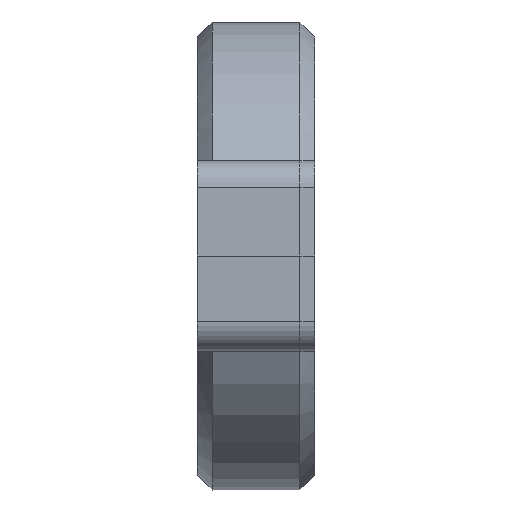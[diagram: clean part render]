
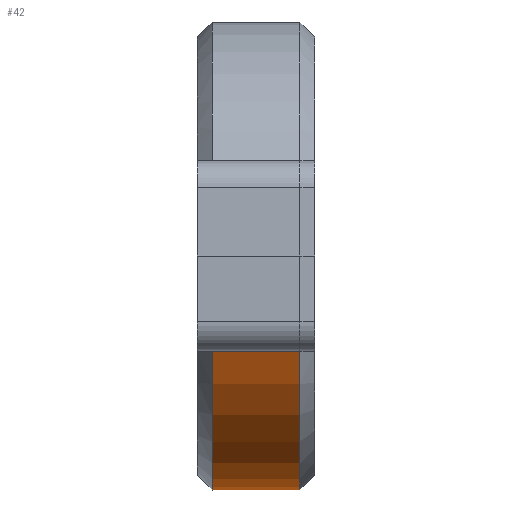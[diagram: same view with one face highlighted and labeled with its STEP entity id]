
A CAD part, left-side view. The second image highlights one B-rep face of the part: STEP entity #42.
In plain terms, the highlighted cylindrical face has radius 16 mm (diameter 32 mm), a partial arc.
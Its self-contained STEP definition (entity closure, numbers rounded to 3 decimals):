
#42=ADVANCED_FACE('',(#87),#698,.T.);
#87=FACE_OUTER_BOUND('',#132,.T.);
#132=EDGE_LOOP('',(#249,#250,#251,#252));
#249=ORIENTED_EDGE('',*,*,#497,.T.);
#250=ORIENTED_EDGE('',*,*,#487,.T.);
#251=ORIENTED_EDGE('',*,*,#422,.F.);
#252=ORIENTED_EDGE('',*,*,#486,.F.);
#422=EDGE_CURVE('',#627,#628,#560,.T.);
#486=EDGE_CURVE('',#677,#627,#606,.T.);
#487=EDGE_CURVE('',#678,#628,#607,.T.);
#497=EDGE_CURVE('',#677,#678,#609,.T.);
#560=(
BOUNDED_CURVE()
B_SPLINE_CURVE(2,(#1238,#1239,#1240,#1241,#1242),.UNSPECIFIED.,.F.,.F.)
B_SPLINE_CURVE_WITH_KNOTS((3,2,3),(0.,17.287,
34.573),.UNSPECIFIED.)
CURVE()
GEOMETRIC_REPRESENTATION_ITEM()
RATIONAL_B_SPLINE_CURVE((1.,0.839,1.,0.839,1.))
REPRESENTATION_ITEM('')
);
#606=(
BOUNDED_CURVE()
B_SPLINE_CURVE(1,(#1446,#1447),.UNSPECIFIED.,.F.,.F.)
B_SPLINE_CURVE_WITH_KNOTS((2,2),(1.,7.),.UNSPECIFIED.)
CURVE()
GEOMETRIC_REPRESENTATION_ITEM()
RATIONAL_B_SPLINE_CURVE((1.,1.))
REPRESENTATION_ITEM('')
);
#607=(
BOUNDED_CURVE()
B_SPLINE_CURVE(1,(#1448,#1449),.UNSPECIFIED.,.F.,.F.)
B_SPLINE_CURVE_WITH_KNOTS((2,2),(1.,7.),.UNSPECIFIED.)
CURVE()
GEOMETRIC_REPRESENTATION_ITEM()
RATIONAL_B_SPLINE_CURVE((1.,1.))
REPRESENTATION_ITEM('')
);
#609=(
BOUNDED_CURVE()
B_SPLINE_CURVE(2,(#1508,#1509,#1510,#1511,#1512),.UNSPECIFIED.,.F.,.F.)
B_SPLINE_CURVE_WITH_KNOTS((3,2,3),(0.,17.287,
34.573),.UNSPECIFIED.)
CURVE()
GEOMETRIC_REPRESENTATION_ITEM()
RATIONAL_B_SPLINE_CURVE((1.,0.839,1.,0.839,1.))
REPRESENTATION_ITEM('')
);
#627=VERTEX_POINT('',#1032);
#628=VERTEX_POINT('',#1033);
#677=VERTEX_POINT('',#1082);
#678=VERTEX_POINT('',#1083);
#698=CYLINDRICAL_SURFACE('',#831,16.);
#831=AXIS2_PLACEMENT_3D('',#951,#867,$);
#867=DIRECTION('',(0.,-1.,0.));
#951=CARTESIAN_POINT('',(0.,147.5,392.));
#1032=CARTESIAN_POINT('',(-14.62,144.,385.5));
#1033=CARTESIAN_POINT('',(14.62,144.,385.5));
#1082=CARTESIAN_POINT('',(-14.62,150.,385.5));
#1083=CARTESIAN_POINT('',(14.62,150.,385.5));
#1238=CARTESIAN_POINT('',(-14.62,144.,385.5));
#1239=CARTESIAN_POINT('',(-10.397,144.,376.));
#1240=CARTESIAN_POINT('',(0.,144.,376.));
#1241=CARTESIAN_POINT('',(10.397,144.,376.));
#1242=CARTESIAN_POINT('',(14.62,144.,385.5));
#1446=CARTESIAN_POINT('',(-14.62,150.,385.5));
#1447=CARTESIAN_POINT('',(-14.62,144.,385.5));
#1448=CARTESIAN_POINT('',(14.62,150.,385.5));
#1449=CARTESIAN_POINT('',(14.62,144.,385.5));
#1508=CARTESIAN_POINT('',(-14.62,150.,385.5));
#1509=CARTESIAN_POINT('',(-10.397,150.,376.));
#1510=CARTESIAN_POINT('',(0.,150.,376.));
#1511=CARTESIAN_POINT('',(10.397,150.,376.));
#1512=CARTESIAN_POINT('',(14.62,150.,385.5));
